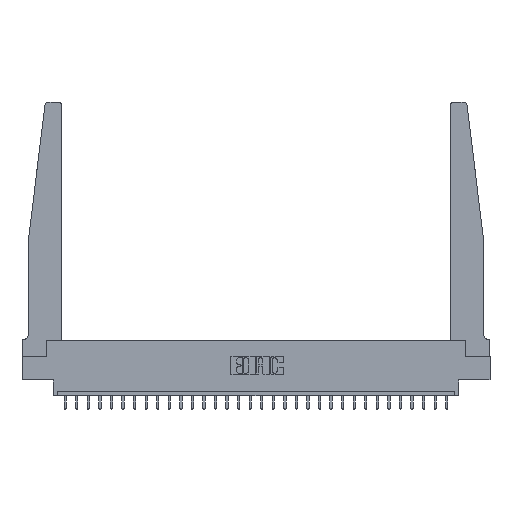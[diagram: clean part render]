
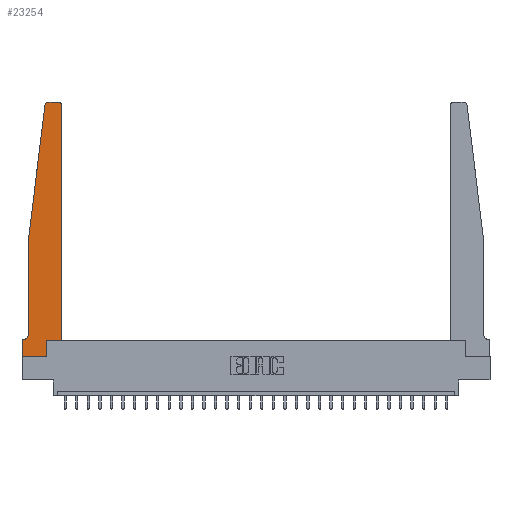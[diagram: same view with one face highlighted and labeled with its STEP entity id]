
A CAD part, top view. The second image highlights one B-rep face of the part: STEP entity #23254.
In plain terms, the highlighted planar face has unit normal (0, 0, 1).
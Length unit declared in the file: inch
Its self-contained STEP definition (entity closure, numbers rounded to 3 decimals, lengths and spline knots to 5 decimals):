
#21 = VECTOR ( 'NONE', #11467, 39.37008 ) ;
#328 = EDGE_CURVE ( 'NONE', #13218, #4573, #4188, .T. ) ;
#451 = EDGE_CURVE ( 'NONE', #26306, #8895, #19760, .T. ) ;
#736 = DIRECTION ( 'NONE',  ( 0., 1., 0. ) ) ;
#840 = CIRCLE ( 'NONE', #2605, 0.03 ) ;
#856 = VECTOR ( 'NONE', #23450, 39.37008 ) ;
#1428 = CARTESIAN_POINT ( 'NONE',  ( 0.27653, 2.72, 0.37 ) ) ;
#1997 = LINE ( 'NONE', #18716, #20308 ) ;
#2102 = DIRECTION ( 'NONE',  ( 1., 0., 0. ) ) ;
#2166 = CARTESIAN_POINT ( 'NONE',  ( 0.425, 0.18, 0.37 ) ) ;
#2287 = LINE ( 'NONE', #12757, #856 ) ;
#2297 = CIRCLE ( 'NONE', #13812, 0.03 ) ;
#2510 = CARTESIAN_POINT ( 'NONE',  ( 0.065, 0.2375, 0.37 ) ) ;
#2605 = AXIS2_PLACEMENT_3D ( 'NONE', #13775, #12354, #16401 ) ;
#2681 = CARTESIAN_POINT ( 'NONE',  ( 0.2605, 0.18, 0.37 ) ) ;
#2775 = DIRECTION ( 'NONE',  ( 1., 0., 0. ) ) ;
#2798 = EDGE_CURVE ( 'NONE', #4430, #13218, #1997, .T. ) ;
#2913 = CARTESIAN_POINT ( 'NONE',  ( 0.425, 0.18, 0.37 ) ) ;
#2989 = LINE ( 'NONE', #11482, #4656 ) ;
#3436 = CARTESIAN_POINT ( 'NONE',  ( 0.2605, 0.18, 0.37 ) ) ;
#3504 = CARTESIAN_POINT ( 'NONE',  ( 0., 0.1875, 0.37 ) ) ;
#4115 = ORIENTED_EDGE ( 'NONE', *, *, #2798, .T. ) ;
#4188 = LINE ( 'NONE', #23389, #9136 ) ;
#4348 = EDGE_CURVE ( 'NONE', #26868, #7237, #26768, .T. ) ;
#4430 = VERTEX_POINT ( 'NONE', #14253 ) ;
#4573 = VERTEX_POINT ( 'NONE', #6966 ) ;
#4656 = VECTOR ( 'NONE', #19973, 39.37008 ) ;
#5173 = EDGE_LOOP ( 'NONE', ( #5842, #18227, #24880, #13984, #8403, #18828, #4115, #26705, #22147, #6097, #20058, #15657 ) ) ;
#5577 = CARTESIAN_POINT ( 'NONE',  ( 0.425, 0.18, 0.37 ) ) ;
#5583 = EDGE_CURVE ( 'NONE', #18353, #15171, #2297, .T. ) ;
#5711 = DIRECTION ( 'NONE',  ( 0., 1., 0. ) ) ;
#5735 = FACE_OUTER_BOUND ( 'NONE', #5173, .T. ) ;
#5842 = ORIENTED_EDGE ( 'NONE', *, *, #9043, .T. ) ;
#6097 = ORIENTED_EDGE ( 'NONE', *, *, #451, .T. ) ;
#6193 = CARTESIAN_POINT ( 'NONE',  ( 0., 0., 0.37 ) ) ;
#6292 = DIRECTION ( 'NONE',  ( 0., 0., 1. ) ) ;
#6966 = CARTESIAN_POINT ( 'NONE',  ( 0.2605, 0., 0.37 ) ) ;
#7237 = VERTEX_POINT ( 'NONE', #2510 ) ;
#8163 = DIRECTION ( 'NONE',  ( -1., 0., 0. ) ) ;
#8213 = DIRECTION ( 'NONE',  ( 1., 0., 0. ) ) ;
#8391 = CARTESIAN_POINT ( 'NONE',  ( 0.24675, 2.72367, 0.37 ) ) ;
#8403 = ORIENTED_EDGE ( 'NONE', *, *, #12223, .T. ) ;
#8895 = VERTEX_POINT ( 'NONE', #2166 ) ;
#9043 = EDGE_CURVE ( 'NONE', #15509, #18353, #2989, .T. ) ;
#9136 = VECTOR ( 'NONE', #8213, 39.37008 ) ;
#9362 = EDGE_CURVE ( 'NONE', #4573, #26306, #9505, .T. ) ;
#9505 = LINE ( 'NONE', #2681, #19359 ) ;
#9651 = CARTESIAN_POINT ( 'NONE',  ( 0.065, 1.25, 0.37 ) ) ;
#10557 = VECTOR ( 'NONE', #8163, 39.37008 ) ;
#10830 = AXIS2_PLACEMENT_3D ( 'NONE', #22140, #11563, #20051 ) ;
#11388 = VECTOR ( 'NONE', #2775, 39.37008 ) ;
#11411 = CARTESIAN_POINT ( 'NONE',  ( 0.27653, 2.75, 0.37 ) ) ;
#11467 = DIRECTION ( 'NONE',  ( 0., -1., 0. ) ) ;
#11482 = CARTESIAN_POINT ( 'NONE',  ( 0.25, 2.75, 0.37 ) ) ;
#11563 = DIRECTION ( 'NONE',  ( 0., 0., -1. ) ) ;
#11578 = CARTESIAN_POINT ( 'NONE',  ( 0.015, 0.1875, 0.37 ) ) ;
#12223 = EDGE_CURVE ( 'NONE', #7237, #20649, #17937, .T. ) ;
#12354 = DIRECTION ( 'NONE',  ( 0., 0., 1. ) ) ;
#12757 = CARTESIAN_POINT ( 'NONE',  ( 0.065, 1.25, 0.37 ) ) ;
#12863 = VECTOR ( 'NONE', #5711, 39.37008 ) ;
#12899 = CARTESIAN_POINT ( 'NONE',  ( 0.065, 1.25, 0.37 ) ) ;
#13218 = VERTEX_POINT ( 'NONE', #6193 ) ;
#13398 = EDGE_CURVE ( 'NONE', #8895, #14505, #18239, .T. ) ;
#13775 = CARTESIAN_POINT ( 'NONE',  ( 0.395, 2.72, 0.37 ) ) ;
#13812 = AXIS2_PLACEMENT_3D ( 'NONE', #1428, #26636, #16340 ) ;
#13984 = ORIENTED_EDGE ( 'NONE', *, *, #4348, .T. ) ;
#14096 = PLANE ( 'NONE',  #27021 ) ;
#14253 = CARTESIAN_POINT ( 'NONE',  ( 0., 0.1875, 0.37 ) ) ;
#14505 = VERTEX_POINT ( 'NONE', #16655 ) ;
#15171 = VERTEX_POINT ( 'NONE', #8391 ) ;
#15509 = VERTEX_POINT ( 'NONE', #22979 ) ;
#15657 = ORIENTED_EDGE ( 'NONE', *, *, #26330, .T. ) ;
#16340 = DIRECTION ( 'NONE',  ( 1., 0., 0. ) ) ;
#16401 = DIRECTION ( 'NONE',  ( 1., 0., 0. ) ) ;
#16655 = CARTESIAN_POINT ( 'NONE',  ( 0.425, 2.72, 0.37 ) ) ;
#17937 = CIRCLE ( 'NONE', #10830, 0.05 ) ;
#18227 = ORIENTED_EDGE ( 'NONE', *, *, #5583, .T. ) ;
#18239 = LINE ( 'NONE', #5577, #12863 ) ;
#18353 = VERTEX_POINT ( 'NONE', #11411 ) ;
#18716 = CARTESIAN_POINT ( 'NONE',  ( 0., 0., 0.37 ) ) ;
#18828 = ORIENTED_EDGE ( 'NONE', *, *, #22936, .T. ) ;
#19359 = VECTOR ( 'NONE', #736, 39.37008 ) ;
#19760 = LINE ( 'NONE', #2913, #11388 ) ;
#19973 = DIRECTION ( 'NONE',  ( -1., 0., 0. ) ) ;
#20051 = DIRECTION ( 'NONE',  ( -1., 0., 0. ) ) ;
#20058 = ORIENTED_EDGE ( 'NONE', *, *, #13398, .T. ) ;
#20308 = VECTOR ( 'NONE', #22895, 39.37008 ) ;
#20649 = VERTEX_POINT ( 'NONE', #11578 ) ;
#20838 = CARTESIAN_POINT ( 'NONE',  ( 0.065, 0.1875, 0.37 ) ) ;
#21118 = LINE ( 'NONE', #20838, #10557 ) ;
#22140 = CARTESIAN_POINT ( 'NONE',  ( 0.015, 0.2375, 0.37 ) ) ;
#22147 = ORIENTED_EDGE ( 'NONE', *, *, #9362, .T. ) ;
#22895 = DIRECTION ( 'NONE',  ( 0., -1., 0. ) ) ;
#22936 = EDGE_CURVE ( 'NONE', #20649, #4430, #21118, .T. ) ;
#22979 = CARTESIAN_POINT ( 'NONE',  ( 0.395, 2.75, 0.37 ) ) ;
#23254 = ADVANCED_FACE ( 'NONE', ( #5735 ), #14096, .T. ) ;
#23389 = CARTESIAN_POINT ( 'NONE',  ( 0., 0., 0.37 ) ) ;
#23450 = DIRECTION ( 'NONE',  ( -0.122, -0.992, 0. ) ) ;
#24880 = ORIENTED_EDGE ( 'NONE', *, *, #26981, .T. ) ;
#26306 = VERTEX_POINT ( 'NONE', #3436 ) ;
#26330 = EDGE_CURVE ( 'NONE', #14505, #15509, #840, .T. ) ;
#26636 = DIRECTION ( 'NONE',  ( 0., 0., 1. ) ) ;
#26705 = ORIENTED_EDGE ( 'NONE', *, *, #328, .T. ) ;
#26768 = LINE ( 'NONE', #9651, #21 ) ;
#26868 = VERTEX_POINT ( 'NONE', #12899 ) ;
#26981 = EDGE_CURVE ( 'NONE', #15171, #26868, #2287, .T. ) ;
#27021 = AXIS2_PLACEMENT_3D ( 'NONE', #3504, #6292, #2102 ) ;
